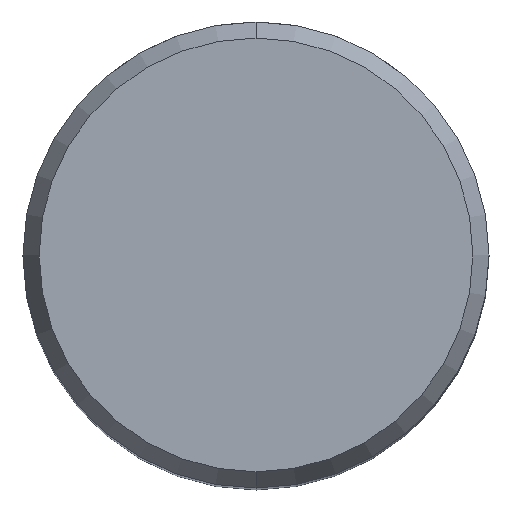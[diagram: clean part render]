
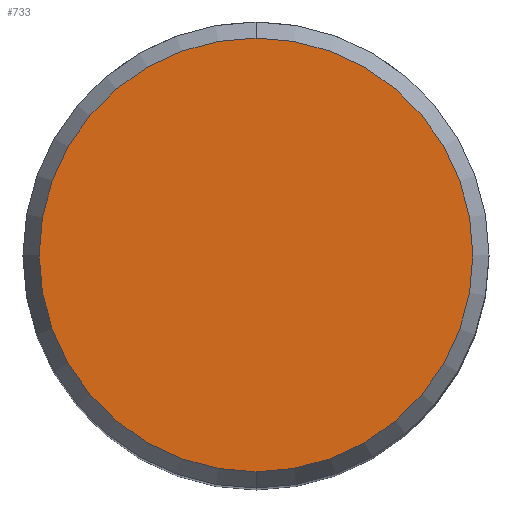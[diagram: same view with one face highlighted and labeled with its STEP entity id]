
A CAD part, top view. The second image highlights one B-rep face of the part: STEP entity #733.
In plain terms, the highlighted planar face has unit normal (0, 0, 1).
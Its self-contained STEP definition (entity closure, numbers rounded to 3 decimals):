
#421=EDGE_CURVE('',#959,#931,#1074,.T.);
#525=EDGE_CURVE('',#931,#959,#1189,.T.);
#733=ADVANCED_FACE('',(#1416),#1417,.T.);
#931=VERTEX_POINT('',#1632);
#959=VERTEX_POINT('',#1664);
#1074=CIRCLE('',#2577,9.307);
#1189=CIRCLE('',#4770,9.307);
#1416=FACE_OUTER_BOUND('',#9729,.T.);
#1417=PLANE('',#9730);
#1632=CARTESIAN_POINT('',(0.,-9.307,0.0));
#1664=CARTESIAN_POINT('',(0.0,9.307,0.0));
#2577=AXIS2_PLACEMENT_3D('',#13301,#13302,#13303);
#4770=AXIS2_PLACEMENT_3D('',#13430,#13431,#13432);
#9729=EDGE_LOOP('',(#13674,#13675));
#9730=AXIS2_PLACEMENT_3D('',#13676,#13677,#13678);
#13301=CARTESIAN_POINT('',(0.0,0.0,0.0));
#13302=DIRECTION('',(0.0,0.0,-1.0));
#13303=DIRECTION('',(0.0,1.0,0.0));
#13430=CARTESIAN_POINT('',(0.0,0.0,0.0));
#13431=DIRECTION('',(0.0,0.0,-1.0));
#13432=DIRECTION('',(0.0,1.0,0.0));
#13674=ORIENTED_EDGE('',*,*,#421,.F.);
#13675=ORIENTED_EDGE('',*,*,#525,.F.);
#13676=CARTESIAN_POINT('',(0.0,4.654,0.0));
#13677=DIRECTION('',(-0.0,0.0,1.0));
#13678=DIRECTION('',(0.0,-1.0,0.0));
